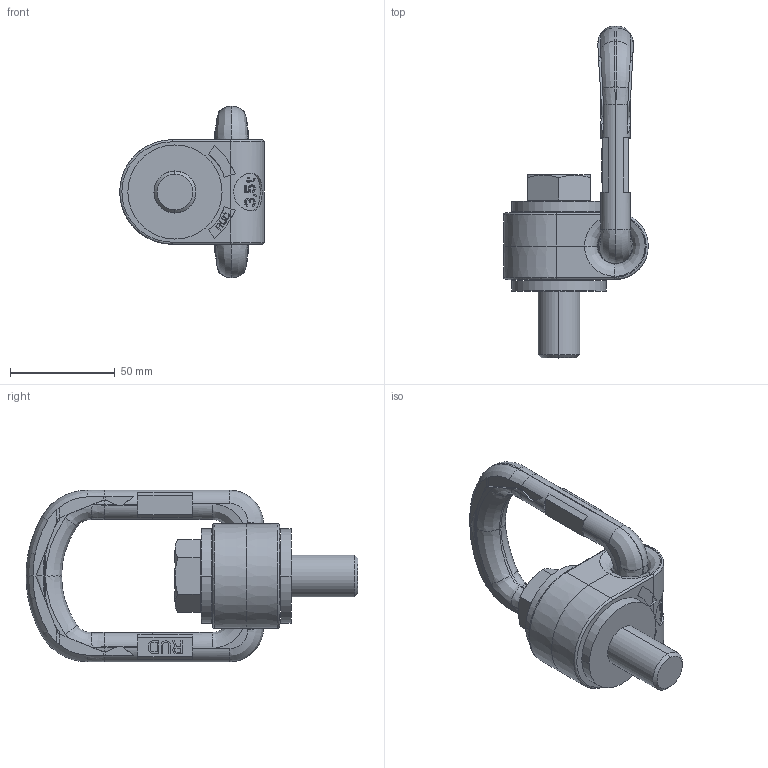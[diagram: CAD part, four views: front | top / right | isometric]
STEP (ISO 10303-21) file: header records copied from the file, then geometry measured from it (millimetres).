
FILE_DESCRIPTION((''),'2;1');
FILE_NAME('001-M35334-P-1_ASM','2016-08-30T',('Marcel.Bux'),(''),'PRO/ENGINEER BY PARAMETRIC TECHNOLOGY CORPORATION, 2011490','PRO/ENGINEER BY PARAMETRIC TECHNOLOGY CORPORATION, 2011490','');
FILE_SCHEMA(('CONFIG_CONTROL_DESIGN'));
Products named in the file (4): 001-M35334-P-2; 001-M34904-P-1; 001-M35334-P-3; 001-M35334-P-1_ASM
Assembly tree (3 placements, depth 2):
  001-M35334-P-1_ASM
    001-M35334-P-2
    001-M34904-P-1
    001-M35334-P-3
Bounding box: 69.1 x 158.75 x 82 mm (x, y, z)
Volume: 173181.1 mm3; surface area: 44002 mm2
Topology: 3 solids, 3 shells, 1211 faces, 3335 edges, 2173 vertices
Faces by surface type: plane 826, bspline 286, cylinder 87, cone 10, torus 2
Entity records: 48478 total; most frequent: CARTESIAN_POINT 19747, ORIENTED_EDGE 6666, DIRECTION 4702, EDGE_CURVE 3333, VECTOR 2422, LINE 2422, VERTEX_POINT 2173, EDGE_LOOP 1262
